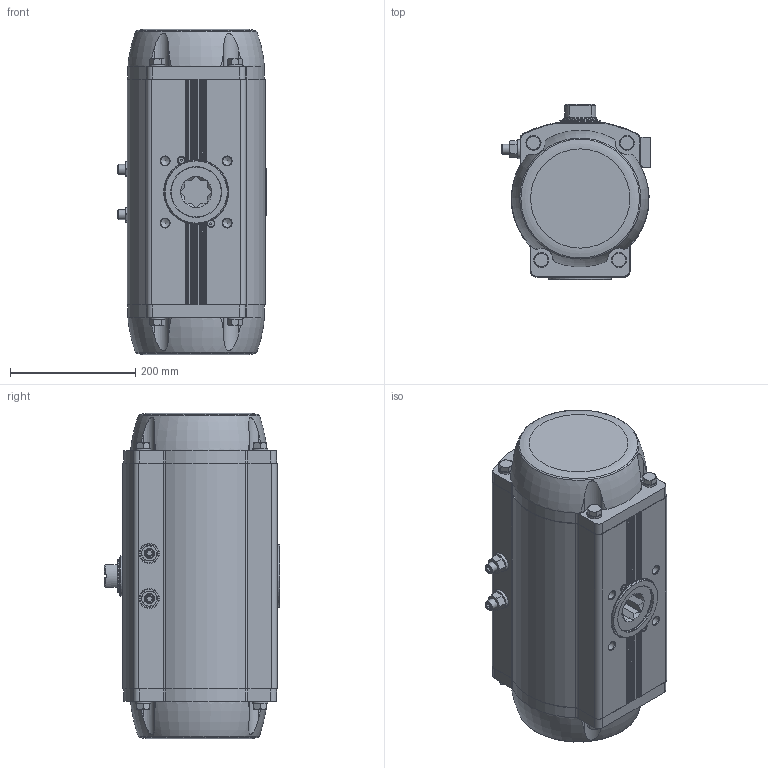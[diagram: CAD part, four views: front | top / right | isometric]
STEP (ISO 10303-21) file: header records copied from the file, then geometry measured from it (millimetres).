
FILE_DESCRIPTION(/* description */ ('STEP AP214'),/* implementation_level */ '2;1');
FILE_NAME(/* name */ '8102901_DFPD-N-1200-RP-90-RS45-F14-R3-C',/* time_stamp */ '2024-08-15T18:57:11+02:00',/* author */ ('License CC BY-ND 4.0'),/* organization */ ('CADENAS'),/* preprocessor_version */ 'ST-DEVELOPER v19.3',/* originating_system */ 'PARTsolutions',/* authorisation */ ' ');
FILE_SCHEMA (('AUTOMOTIVE_DESIGN {1 0 10303 214 3 1 1}'));
Length unit declared in the file: millimetre
Products named in the file (7): 8102901 DFPD-N-1200-RP-90-RS45-F14-R3-C---(0); 8042195 DFPD-N-1200-90-RS-F14-C-----(housing); 8042195 DFPD-1200(F14_0)---(shaft); 5235794 SCHEIBE 16.3X30X5-1.4301; DIN 934 - M16(F); 8088530 DFPD-900/1200-C--(adj); 8101073 DFPD-CTR-F14--(ctr)
Assembly tree (9 placements, depth 2):
  8102901 DFPD-N-1200-RP-90-RS45-F14-R3-C---(0)
    8042195 DFPD-N-1200-90-RS-F14-C-----(housing)
    8042195 DFPD-1200(F14_0)---(shaft)
    5235794 SCHEIBE 16.3X30X5-1.4301  x2
    DIN 934 - M16(F)  x2
    8088530 DFPD-900/1200-C--(adj)  x2
    8101073 DFPD-CTR-F14--(ctr)
Bounding box: 236.33 x 279.7 x 519.3 mm (x, y, z)
Volume: 22268397 mm3; surface area: 686207.9 mm2
Topology: 9 solids, 9 shells, 734 faces, 1789 edges, 1135 vertices
Faces by surface type: plane 361, cylinder 195, cone 133, torus 43, sphere 2
Full cylindrical faces by diameter (mm): 2.5 x2, 4.134 x8, 4.917 x1, 8.5 x2, 10 x2, 10.57 x2, 13.835 x8, 16 x2, 16.3 x2, 22.5 x2, 24 x8, 30 x2, 32 x2, 49 x1, 50.8 x1, 51.7 x2, 52 x1, 59.5 x1, 63 x1, 65 x1, 66.4 x1, 80 x1, 80.4 x2, 84.3 x1, 84.6 x1, 86 x2, 100 x1, 103 x2
Entity records: 20405 total; most frequent: CARTESIAN_POINT 4426, DIRECTION 3289, ORIENTED_EDGE 3062, EDGE_CURVE 1531, AXIS2_PLACEMENT_3D 1279, VERTEX_POINT 1068, FACE_BOUND 943, EDGE_LOOP 930
